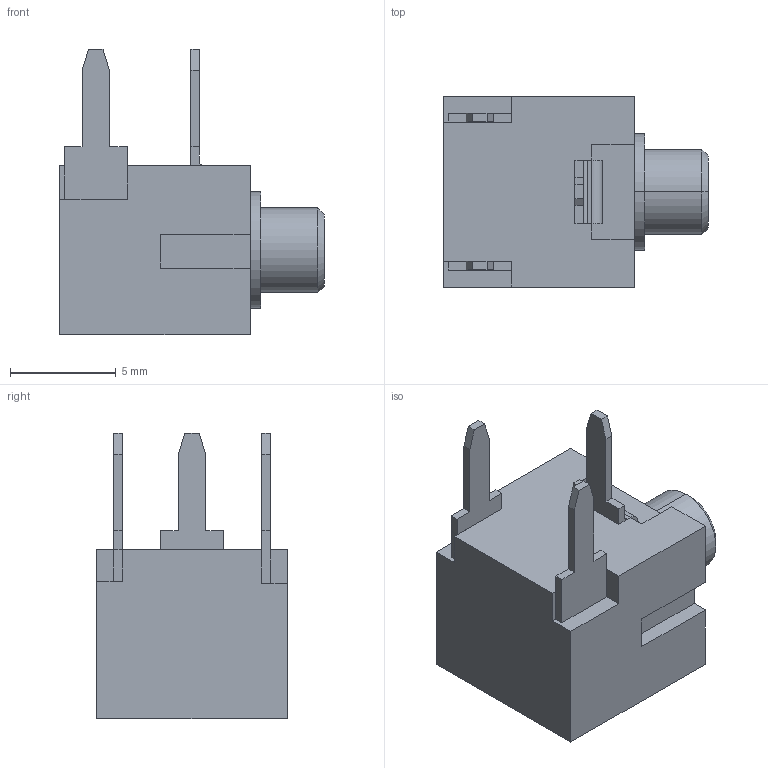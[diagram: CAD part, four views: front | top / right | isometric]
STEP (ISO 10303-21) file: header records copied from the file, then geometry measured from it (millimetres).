
FILE_DESCRIPTION (( 'STEP AP214' ), '1' );
FILE_NAME ('CUI_MJ-2506N.step', '2017-08-15T21:06:20', ( '' ), ( '' ), 'SwSTEP 2.0', 'SolidWorks 2017', '' );
FILE_SCHEMA (( 'AUTOMOTIVE_DESIGN' ));
Length unit declared in the file: millimetre
Products named in the file (1): CUI_MJ-2506N
Bounding box: 12.5 x 9 x 13.5 mm (x, y, z)
Volume: 665.5 mm3; surface area: 650.4 mm2
Topology: 5 solids, 5 shells, 87 faces, 220 edges, 146 vertices
Faces by surface type: plane 77, cylinder 8, cone 2
Entity records: 3042 total; most frequent: CARTESIAN_POINT 454, ORIENTED_EDGE 440, DIRECTION 414, EDGE_CURVE 220, LINE 202, VECTOR 202, VERTEX_POINT 146, AXIS2_PLACEMENT_3D 106
